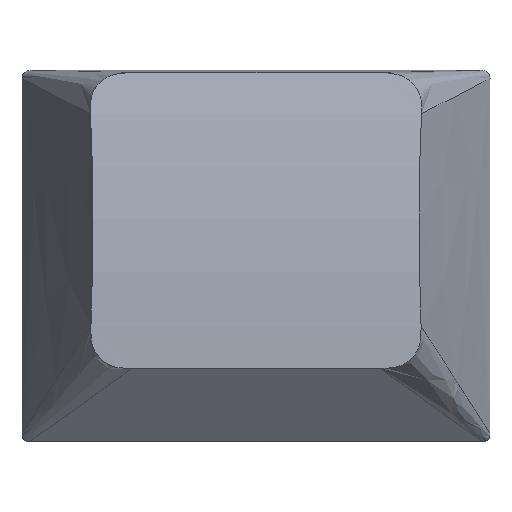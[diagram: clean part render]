
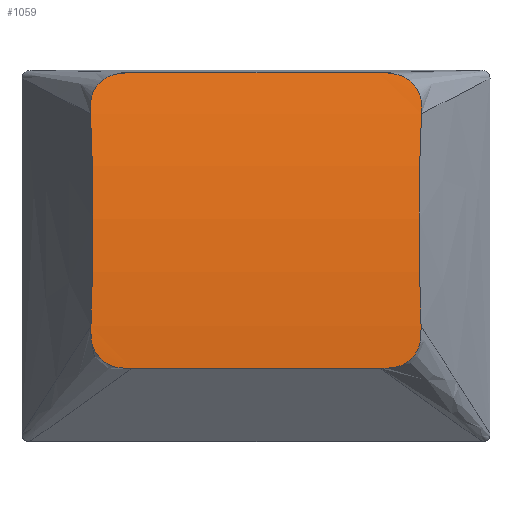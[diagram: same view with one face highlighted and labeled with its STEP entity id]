
A CAD part, top view. The second image highlights one B-rep face of the part: STEP entity #1059.
In plain terms, the highlighted cylindrical face has radius 51.14 mm (diameter 102.28 mm), a partial arc.
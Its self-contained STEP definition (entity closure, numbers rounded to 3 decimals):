
#69=B_SPLINE_CURVE_WITH_KNOTS('',3,(#1766,#1767,#1768,#1769,#1770,#1771,
#1772,#1773,#1774,#1775,#1776,#1777),.UNSPECIFIED.,.F.,.F.,(4,2,2,2,2,4),
(0.,0.09,0.166,0.253,0.341,
0.463),.UNSPECIFIED.);
#71=B_SPLINE_CURVE_WITH_KNOTS('',3,(#1790,#1791,#1792,#1793,#1794,#1795,
#1796,#1797,#1798,#1799,#1800,#1801),.UNSPECIFIED.,.F.,.F.,(4,2,2,2,2,4),
(0.,0.08,0.147,0.224,0.311,
0.435),.UNSPECIFIED.);
#72=B_SPLINE_CURVE_WITH_KNOTS('',3,(#1803,#1804,#1805,#1806,#1807,#1808),
 .UNSPECIFIED.,.F.,.F.,(4,2,4),(0.208,0.705,0.736),
 .UNSPECIFIED.);
#73=B_SPLINE_CURVE_WITH_KNOTS('',3,(#1810,#1811,#1812,#1813),
 .UNSPECIFIED.,.F.,.F.,(4,4),(0.736,1.264),
 .UNSPECIFIED.);
#74=B_SPLINE_CURVE_WITH_KNOTS('',3,(#1815,#1816,#1817,#1818,#1819,#1820,
#1821,#1822,#1823,#1824,#1825,#1826),.UNSPECIFIED.,.F.,.F.,(4,2,2,2,2,4),
(0.,0.08,0.148,0.227,0.312,
0.424),.UNSPECIFIED.);
#75=B_SPLINE_CURVE_WITH_KNOTS('',3,(#1830,#1831,#1832,#1833,#1834,#1835,
#1836,#1837,#1838,#1839,#1840,#1841),.UNSPECIFIED.,.F.,.F.,(4,2,2,2,2,4),
(0.,0.081,0.152,0.235,0.32,
0.432),.UNSPECIFIED.);
#76=B_SPLINE_CURVE_WITH_KNOTS('',3,(#1843,#1844,#1845,#1846,#1847,#1848),
 .UNSPECIFIED.,.F.,.F.,(4,2,4),(0.207,0.728,0.736),
 .UNSPECIFIED.);
#77=B_SPLINE_CURVE_WITH_KNOTS('',3,(#1849,#1850,#1851,#1852),
 .UNSPECIFIED.,.F.,.F.,(4,4),(0.736,1.264),
 .UNSPECIFIED.);
#122=CYLINDRICAL_SURFACE('',#1147,51.14);
#152=FACE_OUTER_BOUND('',#216,.T.);
#216=EDGE_LOOP('',(#754,#755,#756,#757,#758,#759,#760,#761,#762,#763));
#296=LINE('',#1788,#378);
#297=LINE('',#1828,#379);
#378=VECTOR('',#1305,10.);
#379=VECTOR('',#1306,10.);
#474=VERTEX_POINT('',#1756);
#475=VERTEX_POINT('',#1765);
#476=VERTEX_POINT('',#1787);
#477=VERTEX_POINT('',#1789);
#478=VERTEX_POINT('',#1802);
#479=VERTEX_POINT('',#1809);
#480=VERTEX_POINT('',#1814);
#481=VERTEX_POINT('',#1827);
#482=VERTEX_POINT('',#1829);
#483=VERTEX_POINT('',#1842);
#583=EDGE_CURVE('',#474,#475,#69,.T.);
#585=EDGE_CURVE('',#476,#474,#296,.T.);
#586=EDGE_CURVE('',#477,#476,#71,.T.);
#587=EDGE_CURVE('',#477,#478,#72,.T.);
#588=EDGE_CURVE('',#478,#479,#73,.T.);
#589=EDGE_CURVE('',#480,#479,#74,.T.);
#590=EDGE_CURVE('',#481,#480,#297,.T.);
#591=EDGE_CURVE('',#482,#481,#75,.T.);
#592=EDGE_CURVE('',#482,#483,#76,.T.);
#593=EDGE_CURVE('',#483,#475,#77,.T.);
#754=ORIENTED_EDGE('',*,*,#583,.F.);
#755=ORIENTED_EDGE('',*,*,#585,.F.);
#756=ORIENTED_EDGE('',*,*,#586,.F.);
#757=ORIENTED_EDGE('',*,*,#587,.T.);
#758=ORIENTED_EDGE('',*,*,#588,.T.);
#759=ORIENTED_EDGE('',*,*,#589,.F.);
#760=ORIENTED_EDGE('',*,*,#590,.F.);
#761=ORIENTED_EDGE('',*,*,#591,.F.);
#762=ORIENTED_EDGE('',*,*,#592,.T.);
#763=ORIENTED_EDGE('',*,*,#593,.T.);
#1059=ADVANCED_FACE('',(#152),#122,.T.);
#1147=AXIS2_PLACEMENT_3D('',#1786,#1303,#1304);
#1303=DIRECTION('center_axis',(1.,0.,0.));
#1304=DIRECTION('ref_axis',(0.,0.,1.));
#1305=DIRECTION('',(1.,0.,0.));
#1306=DIRECTION('',(-1.,0.,0.));
#1756=CARTESIAN_POINT('',(17.472,18.074,7.2));
#1765=CARTESIAN_POINT('',(19.591,16.07,7.749));
#1766=CARTESIAN_POINT('Ctrl Pts',(17.472,18.074,7.2));
#1767=CARTESIAN_POINT('Ctrl Pts',(17.771,18.074,7.2));
#1768=CARTESIAN_POINT('Ctrl Pts',(18.082,18.074,7.2));
#1769=CARTESIAN_POINT('Ctrl Pts',(18.662,17.919,7.246));
#1770=CARTESIAN_POINT('Ctrl Pts',(18.851,17.808,7.278));
#1771=CARTESIAN_POINT('Ctrl Pts',(19.145,17.585,7.342));
#1772=CARTESIAN_POINT('Ctrl Pts',(19.289,17.432,7.386));
#1773=CARTESIAN_POINT('Ctrl Pts',(19.507,17.055,7.49));
#1774=CARTESIAN_POINT('Ctrl Pts',(19.557,16.87,7.54));
#1775=CARTESIAN_POINT('Ctrl Pts',(19.612,16.492,7.641));
#1776=CARTESIAN_POINT('Ctrl Pts',(19.601,16.279,7.696));
#1777=CARTESIAN_POINT('Ctrl Pts',(19.591,16.07,7.749));
#1786=CARTESIAN_POINT('Origin',(0.,3.57,-41.84));
#1787=CARTESIAN_POINT('',(5.478,18.074,7.2));
#1788=CARTESIAN_POINT('',(0.,18.074,7.2));
#1789=CARTESIAN_POINT('',(3.359,16.07,7.749));
#1790=CARTESIAN_POINT('Ctrl Pts',(3.359,16.07,7.749));
#1791=CARTESIAN_POINT('Ctrl Pts',(3.346,16.33,7.683));
#1792=CARTESIAN_POINT('Ctrl Pts',(3.332,16.601,7.613));
#1793=CARTESIAN_POINT('Ctrl Pts',(3.463,17.109,7.476));
#1794=CARTESIAN_POINT('Ctrl Pts',(3.562,17.279,7.428));
#1795=CARTESIAN_POINT('Ctrl Pts',(3.779,17.56,7.349));
#1796=CARTESIAN_POINT('Ctrl Pts',(3.933,17.7,7.309));
#1797=CARTESIAN_POINT('Ctrl Pts',(4.331,17.934,7.241));
#1798=CARTESIAN_POINT('Ctrl Pts',(4.542,17.995,7.223));
#1799=CARTESIAN_POINT('Ctrl Pts',(4.978,18.074,7.2));
#1800=CARTESIAN_POINT('Ctrl Pts',(5.231,18.074,7.2));
#1801=CARTESIAN_POINT('Ctrl Pts',(5.478,18.074,7.2));
#1802=CARTESIAN_POINT('',(3.477,10.898,8.772));
#1803=CARTESIAN_POINT('Ctrl Pts',(3.359,16.07,7.749));
#1804=CARTESIAN_POINT('Ctrl Pts',(3.437,14.466,8.153));
#1805=CARTESIAN_POINT('Ctrl Pts',(3.473,12.841,8.48));
#1806=CARTESIAN_POINT('Ctrl Pts',(3.477,11.101,8.743));
#1807=CARTESIAN_POINT('Ctrl Pts',(3.477,10.999,8.758));
#1808=CARTESIAN_POINT('Ctrl Pts',(3.477,10.898,8.772));
#1809=CARTESIAN_POINT('',(3.381,5.637,9.258));
#1810=CARTESIAN_POINT('Ctrl Pts',(3.477,10.898,8.772));
#1811=CARTESIAN_POINT('Ctrl Pts',(3.477,9.154,9.025));
#1812=CARTESIAN_POINT('Ctrl Pts',(3.442,7.397,9.187));
#1813=CARTESIAN_POINT('Ctrl Pts',(3.381,5.637,9.258));
#1814=CARTESIAN_POINT('',(5.353,3.57,9.3));
#1815=CARTESIAN_POINT('Ctrl Pts',(5.353,3.57,9.3));
#1816=CARTESIAN_POINT('Ctrl Pts',(5.086,3.57,9.3));
#1817=CARTESIAN_POINT('Ctrl Pts',(4.806,3.57,9.3));
#1818=CARTESIAN_POINT('Ctrl Pts',(4.281,3.724,9.3));
#1819=CARTESIAN_POINT('Ctrl Pts',(4.107,3.833,9.299));
#1820=CARTESIAN_POINT('Ctrl Pts',(3.829,4.059,9.298));
#1821=CARTESIAN_POINT('Ctrl Pts',(3.691,4.216,9.296));
#1822=CARTESIAN_POINT('Ctrl Pts',(3.473,4.612,9.29));
#1823=CARTESIAN_POINT('Ctrl Pts',(3.422,4.812,9.285));
#1824=CARTESIAN_POINT('Ctrl Pts',(3.366,5.208,9.274));
#1825=CARTESIAN_POINT('Ctrl Pts',(3.374,5.426,9.267));
#1826=CARTESIAN_POINT('Ctrl Pts',(3.381,5.637,9.258));
#1827=CARTESIAN_POINT('',(17.597,3.57,9.3));
#1828=CARTESIAN_POINT('',(0.,3.57,9.3));
#1829=CARTESIAN_POINT('',(19.569,5.637,9.258));
#1830=CARTESIAN_POINT('Ctrl Pts',(19.569,5.637,9.258));
#1831=CARTESIAN_POINT('Ctrl Pts',(19.578,5.369,9.269));
#1832=CARTESIAN_POINT('Ctrl Pts',(19.588,5.089,9.278));
#1833=CARTESIAN_POINT('Ctrl Pts',(19.454,4.545,9.291));
#1834=CARTESIAN_POINT('Ctrl Pts',(19.348,4.361,9.294));
#1835=CARTESIAN_POINT('Ctrl Pts',(19.135,4.074,9.298));
#1836=CARTESIAN_POINT('Ctrl Pts',(18.984,3.927,9.299));
#1837=CARTESIAN_POINT('Ctrl Pts',(18.601,3.697,9.3));
#1838=CARTESIAN_POINT('Ctrl Pts',(18.408,3.64,9.3));
#1839=CARTESIAN_POINT('Ctrl Pts',(18.021,3.57,9.3));
#1840=CARTESIAN_POINT('Ctrl Pts',(17.806,3.57,9.3));
#1841=CARTESIAN_POINT('Ctrl Pts',(17.597,3.57,9.3));
#1842=CARTESIAN_POINT('',(19.473,10.898,8.772));
#1843=CARTESIAN_POINT('Ctrl Pts',(19.569,5.637,9.258));
#1844=CARTESIAN_POINT('Ctrl Pts',(19.509,7.371,9.188));
#1845=CARTESIAN_POINT('Ctrl Pts',(19.474,9.102,9.03));
#1846=CARTESIAN_POINT('Ctrl Pts',(19.473,10.846,8.78));
#1847=CARTESIAN_POINT('Ctrl Pts',(19.473,10.872,8.776));
#1848=CARTESIAN_POINT('Ctrl Pts',(19.473,10.898,8.772));
#1849=CARTESIAN_POINT('Ctrl Pts',(19.473,10.898,8.772));
#1850=CARTESIAN_POINT('Ctrl Pts',(19.473,12.639,8.52));
#1851=CARTESIAN_POINT('Ctrl Pts',(19.508,14.367,8.178));
#1852=CARTESIAN_POINT('Ctrl Pts',(19.591,16.07,7.749));
